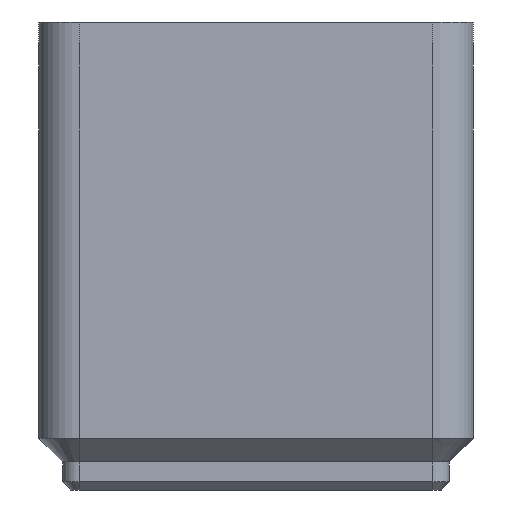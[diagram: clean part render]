
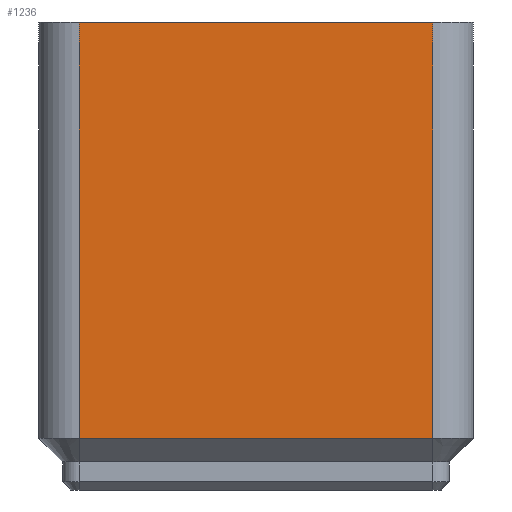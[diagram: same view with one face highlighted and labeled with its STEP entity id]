
A CAD part, left-side view. The second image highlights one B-rep face of the part: STEP entity #1236.
In plain terms, the highlighted planar face has unit normal (-1, 0, 0).
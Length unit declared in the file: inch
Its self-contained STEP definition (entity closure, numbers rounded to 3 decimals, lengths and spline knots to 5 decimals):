
#61=PLANE('',#1392);
#114=LINE('',#2049,#210);
#146=LINE('',#2142,#242);
#156=LINE('',#2163,#252);
#157=LINE('',#2165,#253);
#210=VECTOR('',#1641,0.3937);
#242=VECTOR('',#1739,0.3937);
#252=VECTOR('',#1769,0.3937);
#253=VECTOR('',#1772,0.3937);
#351=FACE_OUTER_BOUND('',#435,.T.);
#435=EDGE_LOOP('',(#1128,#1129,#1130,#1131));
#586=VERTEX_POINT('',#2041);
#588=VERTEX_POINT('',#2047);
#615=VERTEX_POINT('',#2139);
#616=VERTEX_POINT('',#2141);
#732=EDGE_CURVE('',#586,#588,#114,.T.);
#778=EDGE_CURVE('',#615,#616,#146,.T.);
#789=EDGE_CURVE('',#586,#615,#156,.T.);
#790=EDGE_CURVE('',#616,#588,#157,.T.);
#1128=ORIENTED_EDGE('',*,*,#789,.F.);
#1129=ORIENTED_EDGE('',*,*,#732,.T.);
#1130=ORIENTED_EDGE('',*,*,#790,.F.);
#1131=ORIENTED_EDGE('',*,*,#778,.F.);
#1236=ADVANCED_FACE('',(#351),#61,.T.);
#1392=AXIS2_PLACEMENT_3D('',#2164,#1770,#1771);
#1641=DIRECTION('',(0.,-1.,0.));
#1739=DIRECTION('',(0.,-1.,0.));
#1769=DIRECTION('',(0.,0.,1.));
#1770=DIRECTION('center_axis',(-1.,0.,0.));
#1771=DIRECTION('ref_axis',(0.,-1.,0.));
#1772=DIRECTION('',(0.,0.,-1.));
#2041=CARTESIAN_POINT('',(0.,1.49213,0.));
#2047=CARTESIAN_POINT('',(0.,0.15354,0.));
#2049=CARTESIAN_POINT('',(0.,1.64567,0.));
#2139=CARTESIAN_POINT('',(0.,1.49213,1.5748));
#2141=CARTESIAN_POINT('',(0.,0.15354,1.5748));
#2142=CARTESIAN_POINT('',(0.,1.64567,1.5748));
#2163=CARTESIAN_POINT('',(0.,1.49213,0.));
#2164=CARTESIAN_POINT('Origin',(0.,1.64567,0.));
#2165=CARTESIAN_POINT('',(0.,0.15354,0.));
